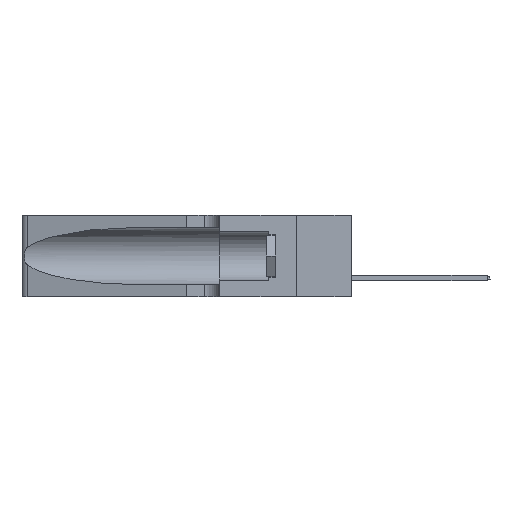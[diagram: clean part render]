
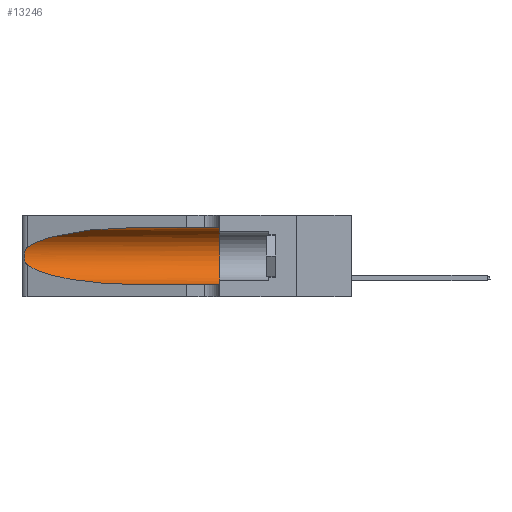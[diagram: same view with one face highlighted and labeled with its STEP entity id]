
A CAD part, left-side view. The second image highlights one B-rep face of the part: STEP entity #13246.
In plain terms, the highlighted cylindrical face has radius 3.308 mm (diameter 6.617 mm), a partial arc.
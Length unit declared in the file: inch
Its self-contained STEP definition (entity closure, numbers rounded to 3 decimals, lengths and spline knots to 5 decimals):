
#79 = CARTESIAN_POINT ( 'NONE',  ( 0.25639, 1.23186, 0.15144 ) ) ;
#234 = CARTESIAN_POINT ( 'NONE',  ( 0.25789, 1.23486, 0.15765 ) ) ;
#488 = CARTESIAN_POINT ( 'NONE',  ( 0.1305, 0.72297, 0.31525 ) ) ;
#1100 = CARTESIAN_POINT ( 'NONE',  ( 0.25487, 1.22718, 0.22369 ) ) ;
#1282 = EDGE_CURVE ( 'NONE', #13829, #17071, #5565, .T. ) ;
#1498 = DIRECTION ( 'NONE',  ( 0., -1., 0. ) ) ;
#1692 = EDGE_CURVE ( 'NONE', #4374, #16579, #6089, .T. ) ;
#2163 = CARTESIAN_POINT ( 'NONE',  ( 0.26075, 1.23896, 0.178 ) ) ;
#2233 = CARTESIAN_POINT ( 'NONE',  ( 0.25854, 1.2359, 0.20912 ) ) ;
#2647 = CARTESIAN_POINT ( 'NONE',  ( 0.25487, 1.22718, 0.22369 ) ) ;
#4374 = VERTEX_POINT ( 'NONE', #488 ) ;
#4884 = AXIS2_PLACEMENT_3D ( 'NONE', #5893, #17372, #19221 ) ;
#5113 = CARTESIAN_POINT ( 'NONE',  ( 0.1305, 1.61858, 0.05475 ) ) ;
#5293 = CARTESIAN_POINT ( 'NONE',  ( 0.1305, 0.72297, 0.05475 ) ) ;
#5565 = LINE ( 'NONE', #5113, #18593 ) ;
#5715 = CARTESIAN_POINT ( 'NONE',  ( 0.25639, 1.23184, 0.21858 ) ) ;
#5893 = CARTESIAN_POINT ( 'NONE',  ( 0.1305, 0.35, 0.185 ) ) ;
#6089 =( BOUNDED_CURVE ( )  B_SPLINE_CURVE ( 3, ( #17634, #10182, #12276, #1100 ),
 .UNSPECIFIED., .F., .F. ) 
 B_SPLINE_CURVE_WITH_KNOTS ( ( 4, 4 ),
 ( 1.5708, 2.84003 ),
 .UNSPECIFIED. ) 
 CURVE ( )  GEOMETRIC_REPRESENTATION_ITEM ( )  RATIONAL_B_SPLINE_CURVE ( ( 1., 0.87, 0.87, 1. ) ) 
 REPRESENTATION_ITEM ( '' )  );
#6482 = CARTESIAN_POINT ( 'NONE',  ( 0.1305, 0.72297, 0.05475 ) ) ;
#7575 = CARTESIAN_POINT ( 'NONE',  ( 0.25487, 1.22718, 0.14631 ) ) ;
#7587 = VERTEX_POINT ( 'NONE', #21355 ) ;
#7782 = ORIENTED_EDGE ( 'NONE', *, *, #1282, .T. ) ;
#8245 = CARTESIAN_POINT ( 'NONE',  ( 0.25487, 1.22718, 0.14631 ) ) ;
#9318 = CARTESIAN_POINT ( 'NONE',  ( 0.25555, 1.22994, 0.2215 ) ) ;
#9620 = ORIENTED_EDGE ( 'NONE', *, *, #18576, .T. ) ;
#9959 = CARTESIAN_POINT ( 'NONE',  ( 0.1305, 1.61858, 0.31525 ) ) ;
#10182 = CARTESIAN_POINT ( 'NONE',  ( 0.18966, 0.96281, 0.31525 ) ) ;
#10516 = ORIENTED_EDGE ( 'NONE', *, *, #1692, .T. ) ;
#11108 = CARTESIAN_POINT ( 'NONE',  ( 0.26075, 1.23896, 0.19203 ) ) ;
#11272 = CARTESIAN_POINT ( 'NONE',  ( 0.26018, 1.23835, 0.19895 ) ) ;
#11353 = CARTESIAN_POINT ( 'NONE',  ( 0.25487, 1.22718, 0.22369 ) ) ;
#11402 = VERTEX_POINT ( 'NONE', #7575 ) ;
#11410 =( BOUNDED_CURVE ( )  B_SPLINE_CURVE ( 3, ( #8245, #17567, #19423, #6482 ),
 .UNSPECIFIED., .F., .F. ) 
 B_SPLINE_CURVE_WITH_KNOTS ( ( 4, 4 ),
 ( 3.44316, 4.71239 ),
 .UNSPECIFIED. ) 
 CURVE ( )  GEOMETRIC_REPRESENTATION_ITEM ( )  RATIONAL_B_SPLINE_CURVE ( ( 1., 0.87, 0.87, 1. ) ) 
 REPRESENTATION_ITEM ( '' )  );
#11500 = CIRCLE ( 'NONE', #4884, 0.13025 ) ;
#11662 = VECTOR ( 'NONE', #22754, 39.37008 ) ;
#12276 = CARTESIAN_POINT ( 'NONE',  ( 0.2373, 1.15595, 0.28018 ) ) ;
#12961 = CARTESIAN_POINT ( 'NONE',  ( 0.25555, 1.22993, 0.14849 ) ) ;
#13125 = CARTESIAN_POINT ( 'NONE',  ( 0.25487, 1.22718, 0.14631 ) ) ;
#13246 = ADVANCED_FACE ( 'NONE', ( #19521 ), #16902, .F. ) ;
#13276 = CARTESIAN_POINT ( 'NONE',  ( 0.25787, 1.23484, 0.2124 ) ) ;
#13829 = VERTEX_POINT ( 'NONE', #5293 ) ;
#14365 = B_SPLINE_CURVE_WITH_KNOTS ( 'NONE', 3,
 ( #11353, #9318, #5715, #13276, #2233, #11272, #11108, #2163, #15075, #15161, #234, #79, #12961, #13125 ),
 .UNSPECIFIED., .F., .F.,
 ( 4, 2, 2, 2, 2, 2, 4 ),
 ( 0., 0.00027, 0.00053, 0.00107, 0.0016, 0.00187, 0.00214 ),
 .UNSPECIFIED. ) ;
#15075 = CARTESIAN_POINT ( 'NONE',  ( 0.26017, 1.23833, 0.17102 ) ) ;
#15161 = CARTESIAN_POINT ( 'NONE',  ( 0.25856, 1.23593, 0.16098 ) ) ;
#15175 = ORIENTED_EDGE ( 'NONE', *, *, #16519, .T. ) ;
#16109 = ORIENTED_EDGE ( 'NONE', *, *, #17581, .F. ) ;
#16164 = DIRECTION ( 'NONE',  ( 0., 0., -1. ) ) ;
#16519 = EDGE_CURVE ( 'NONE', #16579, #11402, #14365, .T. ) ;
#16579 = VERTEX_POINT ( 'NONE', #2647 ) ;
#16902 = CYLINDRICAL_SURFACE ( 'NONE', #20454, 0.13025 ) ;
#17071 = VERTEX_POINT ( 'NONE', #18852 ) ;
#17372 = DIRECTION ( 'NONE',  ( 0., 1., 0. ) ) ;
#17567 = CARTESIAN_POINT ( 'NONE',  ( 0.2373, 1.15595, 0.08982 ) ) ;
#17581 = EDGE_CURVE ( 'NONE', #7587, #17071, #11500, .T. ) ;
#17634 = CARTESIAN_POINT ( 'NONE',  ( 0.1305, 0.72297, 0.31525 ) ) ;
#17918 = LINE ( 'NONE', #9959, #11662 ) ;
#18576 = EDGE_CURVE ( 'NONE', #11402, #13829, #11410, .T. ) ;
#18593 = VECTOR ( 'NONE', #1498, 39.37008 ) ;
#18852 = CARTESIAN_POINT ( 'NONE',  ( 0.1305, 0.35, 0.05475 ) ) ;
#19221 = DIRECTION ( 'NONE',  ( 0., 0., 1. ) ) ;
#19423 = CARTESIAN_POINT ( 'NONE',  ( 0.18966, 0.96281, 0.05475 ) ) ;
#19521 = FACE_OUTER_BOUND ( 'NONE', #23389, .T. ) ;
#20454 = AXIS2_PLACEMENT_3D ( 'NONE', #23028, #21422, #16164 ) ;
#21355 = CARTESIAN_POINT ( 'NONE',  ( 0.1305, 0.35, 0.31525 ) ) ;
#21422 = DIRECTION ( 'NONE',  ( 0., -1., 0. ) ) ;
#22754 = DIRECTION ( 'NONE',  ( 0., -1., 0. ) ) ;
#23028 = CARTESIAN_POINT ( 'NONE',  ( 0.1305, 1.61858, 0.185 ) ) ;
#23389 = EDGE_LOOP ( 'NONE', ( #10516, #15175, #9620, #7782, #16109, #23428 ) ) ;
#23428 = ORIENTED_EDGE ( 'NONE', *, *, #23785, .F. ) ;
#23785 = EDGE_CURVE ( 'NONE', #4374, #7587, #17918, .T. ) ;
